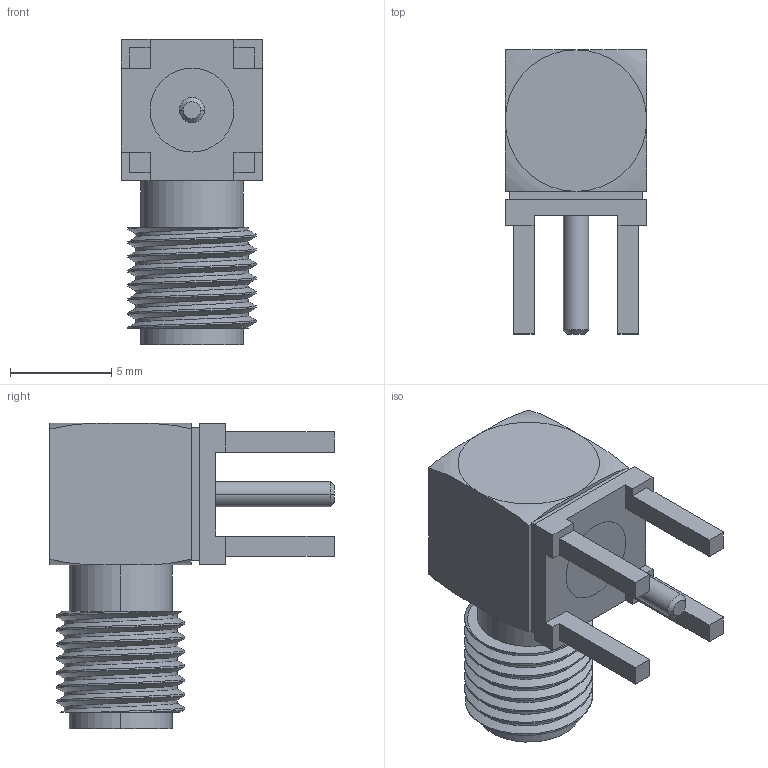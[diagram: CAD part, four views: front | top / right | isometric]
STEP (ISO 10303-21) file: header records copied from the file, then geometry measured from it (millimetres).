
FILE_DESCRIPTION (( 'STEP AP214' ), '1' );
FILE_NAME ('PCB.SMAFRA.HT.STEP', '2022-06-16T07:12:32', ( '' ), ( '' ), 'SwSTEP 2.0', 'SolidWorks 2017', '' );
FILE_SCHEMA (( 'AUTOMOTIVE_DESIGN' ));
Length unit declared in the file: millimetre
Products named in the file (1): PCB.SMAFRA.HT
Bounding box: 7 x 14.05 x 15.1 mm (x, y, z)
Volume: 607.9 mm3; surface area: 834.5 mm2
Topology: 3 solids, 3 shells, 113 faces, 273 edges, 176 vertices
Faces by surface type: plane 60, cylinder 38, torus 8, cone 4, bspline 3
Entity records: 4780 total; most frequent: CARTESIAN_POINT 2190, ORIENTED_EDGE 546, DIRECTION 493, EDGE_CURVE 273, VERTEX_POINT 176, AXIS2_PLACEMENT_3D 172, LINE 149, VECTOR 149
